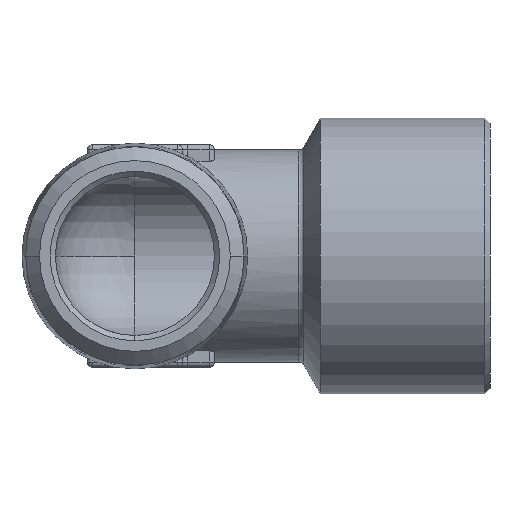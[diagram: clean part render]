
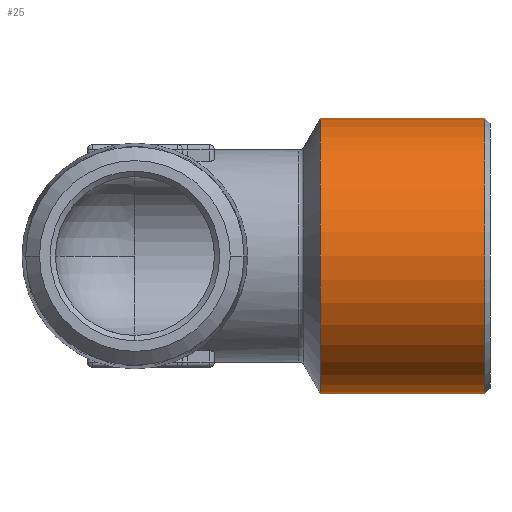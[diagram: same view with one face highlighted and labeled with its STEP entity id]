
A CAD part, front view. The second image highlights one B-rep face of the part: STEP entity #25.
In plain terms, the highlighted cylindrical face has radius 13 mm (diameter 26 mm), a partial arc.
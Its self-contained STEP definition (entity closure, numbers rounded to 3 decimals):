
#24 = EDGE_CURVE ( 'NONE', #2536, #2535, #264, .T. ) ;
#25 = ADVANCED_FACE ( 'NONE', ( #259 ), #258, .T. ) ;
#26 = EDGE_LOOP ( 'NONE', ( #27, #28, #29, #30 ) ) ;
#27 = ORIENTED_EDGE ( 'NONE', *, *, #2532, .F. ) ;
#28 = ORIENTED_EDGE ( 'NONE', *, *, #24, .T. ) ;
#29 = ORIENTED_EDGE ( 'NONE', *, *, #2551, .T. ) ;
#30 = ORIENTED_EDGE ( 'NONE', *, *, #31, .F. ) ;
#31 = EDGE_CURVE ( 'NONE', #2526, #2348, #256, .T. ) ;
#249 = DIRECTION ( 'NONE',  ( 0., 0., 1. ) ) ;
#250 = DIRECTION ( 'NONE',  ( -1., 0., 0. ) ) ;
#251 = CARTESIAN_POINT ( 'NONE',  ( 17.5, 0., 0. ) ) ;
#252 = AXIS2_PLACEMENT_3D ( 'NONE', #251, #250, #249 ) ;
#253 = DIRECTION ( 'NONE',  ( 0., 0., 1. ) ) ;
#254 = DIRECTION ( 'NONE',  ( -1., 0., 0. ) ) ;
#255 = AXIS2_PLACEMENT_3D ( 'NONE', #257, #254, #253 ) ;
#256 = CIRCLE ( 'NONE', #252, 13. ) ;
#257 = CARTESIAN_POINT ( 'NONE',  ( -9.788, 0., 0. ) ) ;
#258 = CYLINDRICAL_SURFACE ( 'NONE', #255, 13. ) ;
#259 = FACE_OUTER_BOUND ( 'NONE', #26, .T. ) ;
#260 = DIRECTION ( 'NONE',  ( 0., 0., 1. ) ) ;
#261 = DIRECTION ( 'NONE',  ( -1., 0., 0. ) ) ;
#262 = CARTESIAN_POINT ( 'NONE',  ( 33., 0., 0. ) ) ;
#263 = AXIS2_PLACEMENT_3D ( 'NONE', #262, #261, #260 ) ;
#264 = CIRCLE ( 'NONE', #263, 13. ) ;
#1022 = CARTESIAN_POINT ( 'NONE',  ( 17.5, 0., 13. ) ) ;
#1336 = CARTESIAN_POINT ( 'NONE',  ( 17.5, 0., -13. ) ) ;
#1376 = CARTESIAN_POINT ( 'NONE',  ( 33., 0., -13. ) ) ;
#1377 = CARTESIAN_POINT ( 'NONE',  ( 33., 0., 13. ) ) ;
#1379 = DIRECTION ( 'NONE',  ( -1., 0., 0. ) ) ;
#1380 = VECTOR ( 'NONE', #1379, 1000. ) ;
#1381 = CARTESIAN_POINT ( 'NONE',  ( -9.788, 0., -13. ) ) ;
#1382 = LINE ( 'NONE', #1381, #1380 ) ;
#1413 = DIRECTION ( 'NONE',  ( -1., 0., 0. ) ) ;
#1414 = VECTOR ( 'NONE', #1413, 1000. ) ;
#1415 = CARTESIAN_POINT ( 'NONE',  ( -9.788, 0., 13. ) ) ;
#1416 = LINE ( 'NONE', #1415, #1414 ) ;
#2348 = VERTEX_POINT ( 'NONE', #1022 ) ;
#2526 = VERTEX_POINT ( 'NONE', #1336 ) ;
#2532 = EDGE_CURVE ( 'NONE', #2536, #2526, #1382, .T. ) ;
#2535 = VERTEX_POINT ( 'NONE', #1377 ) ;
#2536 = VERTEX_POINT ( 'NONE', #1376 ) ;
#2551 = EDGE_CURVE ( 'NONE', #2535, #2348, #1416, .T. ) ;
